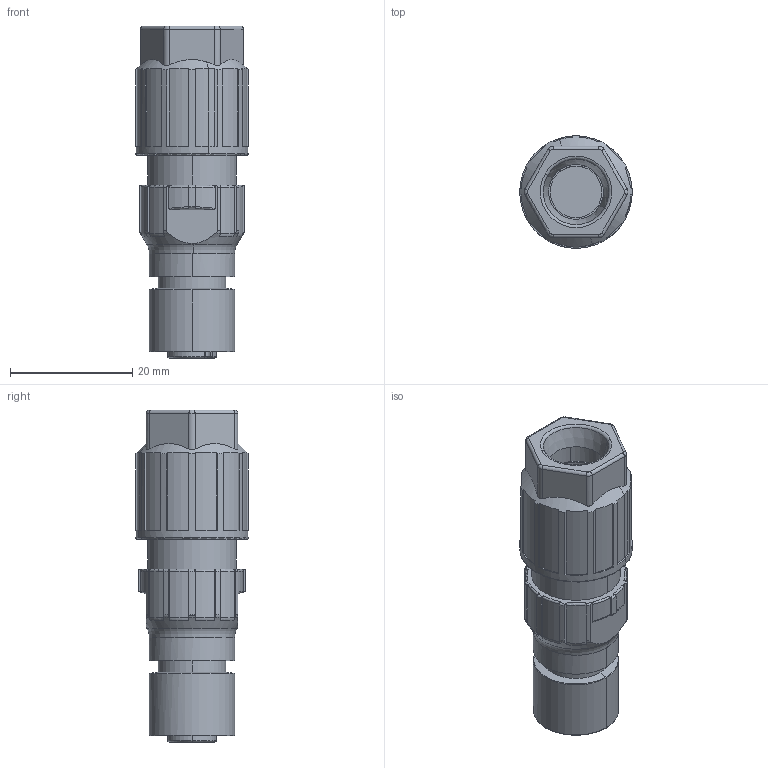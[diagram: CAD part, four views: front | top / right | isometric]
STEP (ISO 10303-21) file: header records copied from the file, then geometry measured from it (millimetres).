
FILE_DESCRIPTION((''),'2;1');
FILE_NAME('DM_CAD-2072','2015-01-23T',('Creinig-se'),(''),'PRO/ENGINEER BY PARAMETRIC TECHNOLOGY CORPORATION, 2013050','PRO/ENGINEER BY PARAMETRIC TECHNOLOGY CORPORATION, 2013050','');
FILE_SCHEMA(('CONFIG_CONTROL_DESIGN'));
Length unit declared in the file: millimetre
Products named in the file (1): DM_CAD-2072
Bounding box: 18.4 x 18.4 x 54.4 mm (x, y, z)
Volume: 9379.6 mm3; surface area: 4415.9 mm2
Topology: 1 solids, 1 shells, 271 faces, 735 edges, 476 vertices
Faces by surface type: plane 86, cylinder 82, torus 67, cone 18, bspline 12, extrusion 4, revolution 2
Entity records: 12851 total; most frequent: CARTESIAN_POINT 3157, ORIENTED_EDGE 1466, DIRECTION 1431, PRESENTATION_STYLE_ASSIGNMENT 789, STYLED_ITEM 740, CURVE_STYLE 739, EDGE_CURVE 733, AXIS2_PLACEMENT_3D 586
